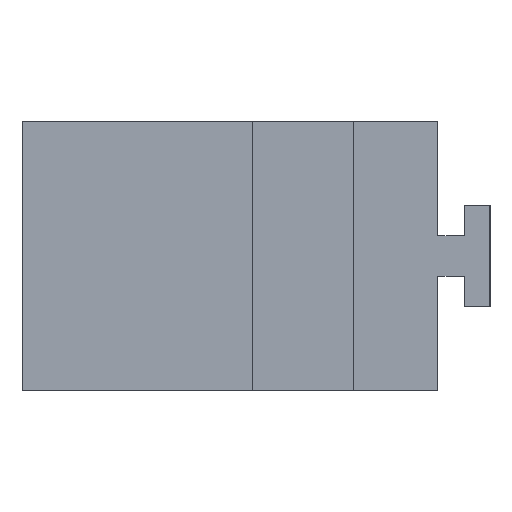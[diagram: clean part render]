
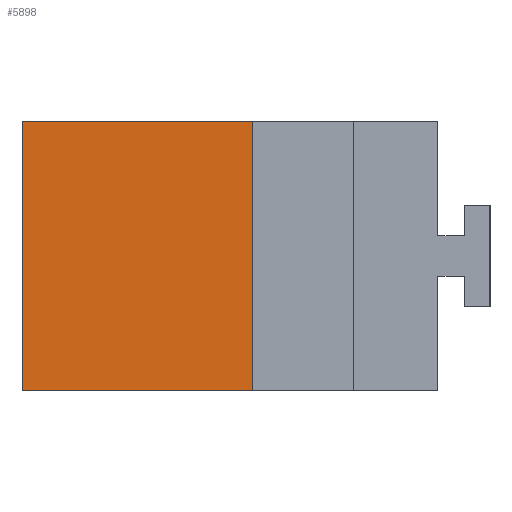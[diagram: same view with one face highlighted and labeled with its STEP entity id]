
A CAD part, left-side view. The second image highlights one B-rep face of the part: STEP entity #5898.
In plain terms, the highlighted free-form (B-spline) face has degree [1, 1] with [2, 2] control points.
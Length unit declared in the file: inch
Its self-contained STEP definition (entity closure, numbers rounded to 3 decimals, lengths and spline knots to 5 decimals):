
#5848=CARTESIAN_POINT('V3',(0.,3.08174,-2.0));
#5849=VERTEX_POINT('V3',#5848);
#5855=CARTESIAN_POINT('V4',(0.,3.08174,0.0));
#5856=VERTEX_POINT('V4',#5855);
#5857=CARTESIAN_POINT('E3',(0.,3.08174,-2.0));
#5858=CARTESIAN_POINT('E3',(0.,3.08174,0.0));
#5859=QUASI_UNIFORM_CURVE('E3',1,(#5857,#5858),.POLYLINE_FORM.,.F.,
   .U.);
#5860=EDGE_CURVE('E3',#5849,#5856,#5859,.T.);
#5871=CARTESIAN_POINT('F1',(0.0,-0.42019,
   -5.09159));
#5872=CARTESIAN_POINT('F1',(0.0,4.60464,-5.09159)
   );
#5873=CARTESIAN_POINT('F1',(0.0,-0.42019,3.09159)
   );
#5874=CARTESIAN_POINT('F1',(0.0,4.60464,3.09159)
   );
#5875=B_SPLINE_SURFACE_WITH_KNOTS('F1',1,1,((#5871,#5873),(#5872,
   #5874)),.PLANE_SURF.,.F.,.F.,.U.,(2,2),(2,2),(0.0,1.0),(0.0,
   1.62855),.UNSPECIFIED.);
#5876=CARTESIAN_POINT('V1',(0.,1.15,0.0));
#5877=VERTEX_POINT('V1',#5876);
#5878=CARTESIAN_POINT('E4',(0.0,3.08174,0.0));
#5879=CARTESIAN_POINT('E4',(0.0,1.15,0.0));
#5880=B_SPLINE_CURVE_WITH_KNOTS('E4',1,(#5878,#5879),.POLYLINE_FORM.,
   .F.,.U.,(2,2),(0.0,0.62683),.UNSPECIFIED.);
#5881=EDGE_CURVE('E4',#5856,#5877,#5880,.T.);
#5882=ORIENTED_EDGE('E4',*,*,#5881,.F.);
#5883=ORIENTED_EDGE('E3',*,*,#5860,.F.);
#5884=CARTESIAN_POINT('V2',(0.,1.15,-2.0));
#5885=VERTEX_POINT('V2',#5884);
#5886=CARTESIAN_POINT('E2',(0.0,1.15,-2.0));
#5887=CARTESIAN_POINT('E2',(0.0,3.08174,-2.0));
#5888=B_SPLINE_CURVE_WITH_KNOTS('E2',1,(#5886,#5887),.POLYLINE_FORM.,
   .F.,.U.,(2,2),(0.37317,1.0),.UNSPECIFIED.);
#5889=EDGE_CURVE('E2',#5885,#5849,#5888,.T.);
#5890=ORIENTED_EDGE('E2',*,*,#5889,.F.);
#5891=CARTESIAN_POINT('E1',(0.,1.15,0.0));
#5892=CARTESIAN_POINT('E1',(0.,1.15,-2.0));
#5893=B_SPLINE_CURVE_WITH_KNOTS('E1',1,(#5891,#5892),.POLYLINE_FORM.,
   .F.,.U.,(2,2),(0.0,10.0),.UNSPECIFIED.);
#5894=EDGE_CURVE('E1',#5877,#5885,#5893,.T.);
#5895=ORIENTED_EDGE('E1',*,*,#5894,.F.);
#5896=EDGE_LOOP('F1',(#5882,#5883,#5890,#5895));
#5897=FACE_OUTER_BOUND('F1',#5896,.T.);
#5898=ADVANCED_FACE('F1',(#5897),#5875,.F.);
